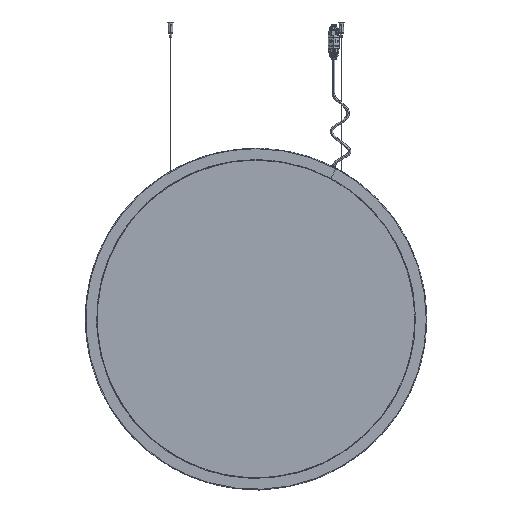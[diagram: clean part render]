
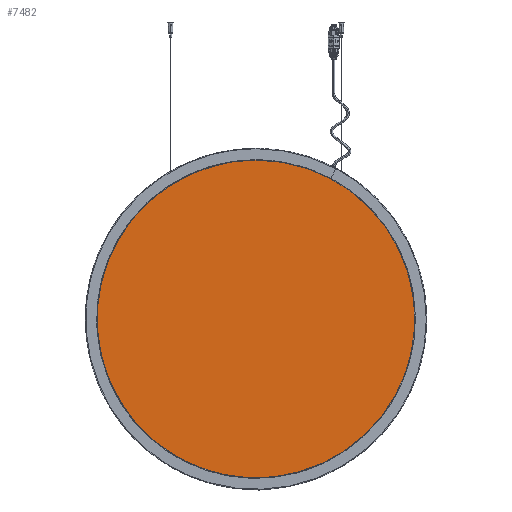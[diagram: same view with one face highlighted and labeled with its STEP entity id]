
A CAD part, left-side view. The second image highlights one B-rep face of the part: STEP entity #7482.
In plain terms, the highlighted face is planar.
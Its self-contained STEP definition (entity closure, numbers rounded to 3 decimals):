
#4169=B_SPLINE_CURVE_WITH_KNOTS('',1,(#98030,#98031),.UNSPECIFIED.,.F.,
 .F.,(2,2),(0.,0.079),.UNSPECIFIED.);
#4232=B_SPLINE_CURVE_WITH_KNOTS('',1,(#99388,#99389),.UNSPECIFIED.,.F.,
 .F.,(2,2),(-0.079,0.),.UNSPECIFIED.);
#7482=ADVANCED_FACE('',(#9969),#40853,.T.);
#9969=FACE_OUTER_BOUND('',#12628,.T.);
#12628=EDGE_LOOP('',(#23795,#23796,#23797,#23798,#23799));
#23795=ORIENTED_EDGE('',*,*,#31366,.T.);
#23796=ORIENTED_EDGE('',*,*,#31484,.T.);
#23797=ORIENTED_EDGE('',*,*,#31368,.T.);
#23798=ORIENTED_EDGE('',*,*,#31367,.F.);
#23799=ORIENTED_EDGE('',*,*,#31285,.F.);
#31285=EDGE_CURVE('',#38029,#38026,#4169,.T.);
#31366=EDGE_CURVE('',#38029,#38086,#34037,.T.);
#31367=EDGE_CURVE('',#38026,#38087,#34038,.T.);
#31368=EDGE_CURVE('',#38088,#38087,#34039,.T.);
#31484=EDGE_CURVE('',#38086,#38088,#4232,.T.);
#34037=(
BOUNDED_CURVE()
B_SPLINE_CURVE(2,(#98627,#98628,#98629,#98630,#98631,#98632,#98633,#98634,
#98635),.UNSPECIFIED.,.F.,.F.)
B_SPLINE_CURVE_WITH_KNOTS((3,2,2,2,3),(0.,655.672,1311.344,
1967.016,2622.688),.UNSPECIFIED.)
CURVE()
GEOMETRIC_REPRESENTATION_ITEM()
RATIONAL_B_SPLINE_CURVE((1.,0.724,1.,0.724,1.,0.724,
1.,0.724,1.))
REPRESENTATION_ITEM('')
);
#34038=(
BOUNDED_CURVE()
B_SPLINE_CURVE(2,(#98636,#98637,#98638,#98639,#98640,#98641,#98642,#98643,
#98644),.UNSPECIFIED.,.F.,.F.)
B_SPLINE_CURVE_WITH_KNOTS((3,2,2,2,3),(0.,613.107,1226.215,
1839.322,2452.43),.UNSPECIFIED.)
CURVE()
GEOMETRIC_REPRESENTATION_ITEM()
RATIONAL_B_SPLINE_CURVE((1.,0.757,1.,0.757,1.,0.757,
1.,0.757,1.))
REPRESENTATION_ITEM('')
);
#34039=(
BOUNDED_CURVE()
B_SPLINE_CURVE(2,(#98645,#98646,#98647),.UNSPECIFIED.,.F.,.F.)
B_SPLINE_CURVE_WITH_KNOTS((3,3),(-2622.192,-2452.43),
 .UNSPECIFIED.)
CURVE()
GEOMETRIC_REPRESENTATION_ITEM()
RATIONAL_B_SPLINE_CURVE((1.,0.981,1.))
REPRESENTATION_ITEM('')
);
#38026=VERTEX_POINT('',#95461);
#38029=VERTEX_POINT('',#95464);
#38086=VERTEX_POINT('',#95521);
#38087=VERTEX_POINT('',#95522);
#38088=VERTEX_POINT('',#95523);
#40853=PLANE('',#42280);
#42280=AXIS2_PLACEMENT_3D('',#91387,#43691,$);
#43691=DIRECTION('',(1.,0.,0.));
#91387=CARTESIAN_POINT('',(-6.6,-1694.586,668.435));
#95461=CARTESIAN_POINT('',(-6.6,-1236.775,359.204));
#95464=CARTESIAN_POINT('',(-6.6,-1236.812,359.274));
#95521=CARTESIAN_POINT('',(-6.6,-1165.428,397.23));
#95522=CARTESIAN_POINT('',(-6.6,-1000.,430.261));
#95523=CARTESIAN_POINT('',(-6.6,-1165.391,397.16));
#98030=CARTESIAN_POINT('',(-6.6,-1236.812,359.274));
#98031=CARTESIAN_POINT('',(-6.6,-1236.775,359.204));
#98627=CARTESIAN_POINT('',(-6.6,-1236.812,359.274));
#98628=CARTESIAN_POINT('',(-6.6,-1579.571,133.348));
#98629=CARTESIAN_POINT('',(-6.6,-1370.013,-219.656));
#98630=CARTESIAN_POINT('',(-6.6,-1160.454,-572.66));
#98631=CARTESIAN_POINT('',(-6.6,-797.986,-379.932));
#98632=CARTESIAN_POINT('',(-6.6,-435.519,-187.205));
#98633=CARTESIAN_POINT('',(-6.6,-610.989,183.924));
#98634=CARTESIAN_POINT('',(-6.6,-786.458,555.054));
#98635=CARTESIAN_POINT('',(-6.6,-1165.428,397.23));
#98636=CARTESIAN_POINT('',(-6.6,-1236.775,359.204));
#98637=CARTESIAN_POINT('',(-6.6,-1547.1,154.581));
#98638=CARTESIAN_POINT('',(-6.6,-1389.699,-182.164));
#98639=CARTESIAN_POINT('',(-6.6,-1232.297,-518.909));
#98640=CARTESIAN_POINT('',(-6.6,-876.268,-412.065));
#98641=CARTESIAN_POINT('',(-6.6,-520.238,-305.221));
#98642=CARTESIAN_POINT('',(-6.6,-574.261,62.548));
#98643=CARTESIAN_POINT('',(-6.6,-628.284,430.317));
#98644=CARTESIAN_POINT('',(-6.6,-1000.,430.261));
#98645=CARTESIAN_POINT('',(-6.6,-1165.391,397.16));
#98646=CARTESIAN_POINT('',(-6.6,-1086.004,430.241));
#98647=CARTESIAN_POINT('',(-6.6,-1000.,430.261));
#99388=CARTESIAN_POINT('',(-6.6,-1165.428,397.23));
#99389=CARTESIAN_POINT('',(-6.6,-1165.391,397.16));
